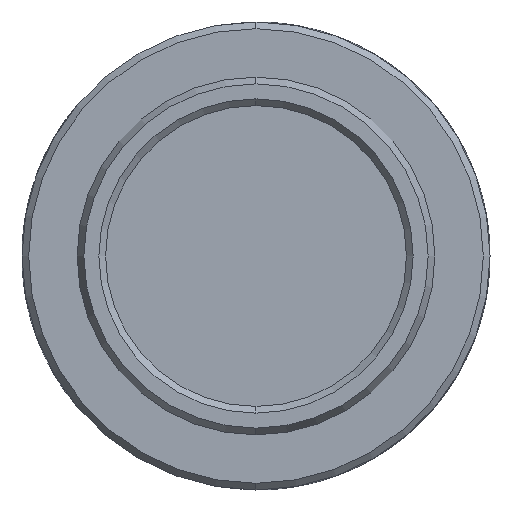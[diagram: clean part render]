
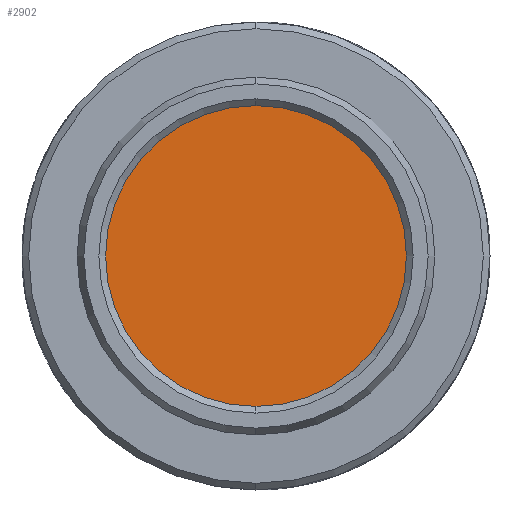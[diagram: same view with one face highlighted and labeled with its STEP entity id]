
A CAD part, left-side view. The second image highlights one B-rep face of the part: STEP entity #2902.
In plain terms, the highlighted planar face has unit normal (-1, 0, 0).
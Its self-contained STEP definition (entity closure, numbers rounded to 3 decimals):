
#638 = EDGE_LOOP ( 'NONE', ( #6960, #13143 ) ) ;
#1032 = CARTESIAN_POINT ( 'NONE',  ( 2.794, -1.128, -5.995 ) ) ;
#1194 = DIRECTION ( 'NONE',  ( -1., 0., 0. ) ) ;
#2039 = CARTESIAN_POINT ( 'NONE',  ( 2.794, 1.128, 5.995 ) ) ;
#2299 = AXIS2_PLACEMENT_3D ( 'NONE', #4618, #12329, #5723 ) ;
#2902 = ADVANCED_FACE ( 'NONE', ( #12436 ), #10576, .F. ) ;
#3983 = EDGE_CURVE ( 'NONE', #8743, #9083, #12072, .T. ) ;
#3984 = CARTESIAN_POINT ( 'NONE',  ( 2.794, 0., 0. ) ) ;
#4618 = CARTESIAN_POINT ( 'NONE',  ( 2.794, 0., 0. ) ) ;
#5094 = DIRECTION ( 'NONE',  ( 0., 0.185, 0.983 ) ) ;
#5723 = DIRECTION ( 'NONE',  ( 0., 0.185, 0.983 ) ) ;
#6060 = CIRCLE ( 'NONE', #13460, 6.1 ) ;
#6960 = ORIENTED_EDGE ( 'NONE', *, *, #7510, .T. ) ;
#7510 = EDGE_CURVE ( 'NONE', #9083, #8743, #6060, .T. ) ;
#7779 = CARTESIAN_POINT ( 'NONE',  ( 2.794, 0., 0. ) ) ;
#8743 = VERTEX_POINT ( 'NONE', #1032 ) ;
#8879 = DIRECTION ( 'NONE',  ( 0., 0.185, 0.983 ) ) ;
#9083 = VERTEX_POINT ( 'NONE', #2039 ) ;
#10576 = PLANE ( 'NONE',  #12672 ) ;
#11690 = DIRECTION ( 'NONE',  ( 1., 0., 0. ) ) ;
#12072 = CIRCLE ( 'NONE', #2299, 6.1 ) ;
#12329 = DIRECTION ( 'NONE',  ( -1., 0., 0. ) ) ;
#12436 = FACE_OUTER_BOUND ( 'NONE', #638, .T. ) ;
#12672 = AXIS2_PLACEMENT_3D ( 'NONE', #3984, #11690, #5094 ) ;
#13143 = ORIENTED_EDGE ( 'NONE', *, *, #3983, .T. ) ;
#13460 = AXIS2_PLACEMENT_3D ( 'NONE', #7779, #1194, #8879 ) ;
